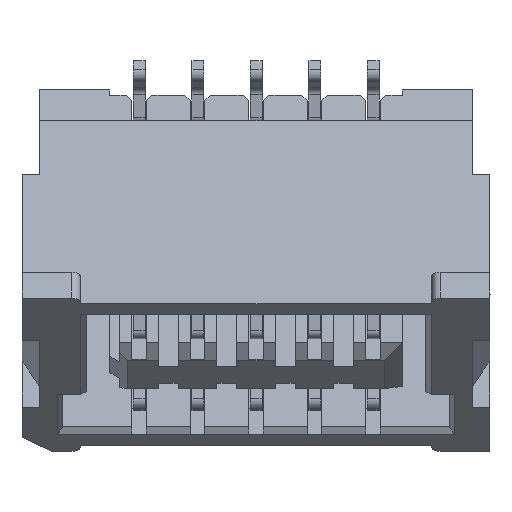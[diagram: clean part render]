
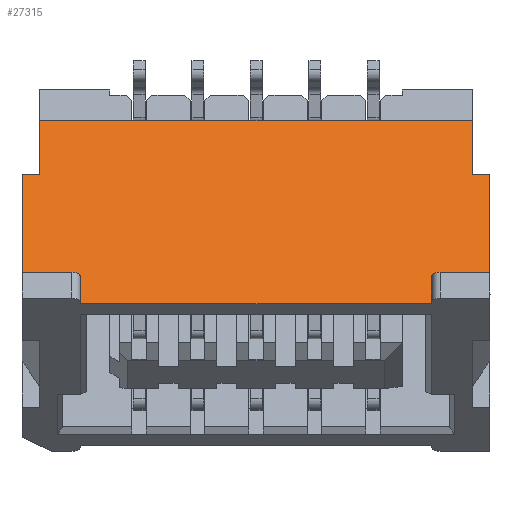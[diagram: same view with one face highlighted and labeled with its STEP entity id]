
A CAD part, left-side view. The second image highlights one B-rep face of the part: STEP entity #27315.
In plain terms, the highlighted planar face has unit normal (-0.882, 0, 0.471).
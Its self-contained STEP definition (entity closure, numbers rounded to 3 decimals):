
#522 = CARTESIAN_POINT ( 'NONE',  ( 3.982, -1.5, -1.125 ) ) ;
#1032 = LINE ( 'NONE', #27317, #1538 ) ;
#1381 = ORIENTED_EDGE ( 'NONE', *, *, #18808, .F. ) ;
#1538 = VECTOR ( 'NONE', #18494, 1000. ) ;
#1546 = CARTESIAN_POINT ( 'NONE',  ( 3.746, -1.5, -1.566 ) ) ;
#1565 = EDGE_CURVE ( 'NONE', #13944, #10225, #10745, .T. ) ;
#1650 = ORIENTED_EDGE ( 'NONE', *, *, #24998, .F. ) ;
#1819 = VERTEX_POINT ( 'NONE', #4966 ) ;
#2055 = CARTESIAN_POINT ( 'NONE',  ( 3.982, -1.5, -1.125 ) ) ;
#2234 = DIRECTION ( 'NONE',  ( 0., 1., 0. ) ) ;
#2266 = CARTESIAN_POINT ( 'NONE',  ( 4.924, -2.19, 0.639 ) ) ;
#3614 = VECTOR ( 'NONE', #11600, 1000. ) ;
#4270 = ORIENTED_EDGE ( 'NONE', *, *, #28492, .T. ) ;
#4951 = CARTESIAN_POINT ( 'NONE',  ( 5.419, 5.2, 1.565 ) ) ;
#4966 = CARTESIAN_POINT ( 'NONE',  ( 4.924, -2.2, 0.639 ) ) ;
#5335 = CARTESIAN_POINT ( 'NONE',  ( 3.982, 4.5, -1.125 ) ) ;
#5463 = EDGE_CURVE ( 'NONE', #29633, #13397, #6876, .T. ) ;
#5569 = LINE ( 'NONE', #18573, #5622 ) ;
#5622 = VECTOR ( 'NONE', #26707, 1000. ) ;
#5910 = ORIENTED_EDGE ( 'NONE', *, *, #15128, .F. ) ;
#6381 = CARTESIAN_POINT ( 'NONE',  ( 3.706, -2.2, -1.641 ) ) ;
#6623 = DIRECTION ( 'NONE',  ( 0., 1., 0. ) ) ;
#6634 = ORIENTED_EDGE ( 'NONE', *, *, #12304, .F. ) ;
#6717 = VECTOR ( 'NONE', #6623, 1000. ) ;
#6876 = LINE ( 'NONE', #17579, #18112 ) ;
#6902 = EDGE_CURVE ( 'NONE', #13397, #27746, #1032, .T. ) ;
#7537 = DIRECTION ( 'NONE',  ( 0., -1., 0. ) ) ;
#7849 = CARTESIAN_POINT ( 'NONE',  ( 5.419, -2.2, 1.565 ) ) ;
#8070 = DIRECTION ( 'NONE',  ( -0.471, 0., -0.882 ) ) ;
#8097 = CARTESIAN_POINT ( 'NONE',  ( 3.746, -1.5, -1.566 ) ) ;
#8578 = CARTESIAN_POINT ( 'NONE',  ( 4.924, 5.2, 0.639 ) ) ;
#8605 = VERTEX_POINT ( 'NONE', #28830 ) ;
#9291 = DIRECTION ( 'NONE',  ( -0.471, 0., -0.882 ) ) ;
#9432 = CARTESIAN_POINT ( 'NONE',  ( 3.982, 4.5, -1.125 ) ) ;
#9850 = PLANE ( 'NONE',  #30531 ) ;
#10225 = VERTEX_POINT ( 'NONE', #33737 ) ;
#10745 = LINE ( 'NONE', #5335, #10799 ) ;
#10799 = VECTOR ( 'NONE', #8070, 1000. ) ;
#11600 = DIRECTION ( 'NONE',  ( -0.471, 0., -0.882 ) ) ;
#12304 = EDGE_CURVE ( 'NONE', #13944, #34857, #29341, .T. ) ;
#13397 = VERTEX_POINT ( 'NONE', #4951 ) ;
#13582 = VECTOR ( 'NONE', #9291, 1000. ) ;
#13602 = ORIENTED_EDGE ( 'NONE', *, *, #20318, .F. ) ;
#13705 = VERTEX_POINT ( 'NONE', #2055 ) ;
#13944 = VERTEX_POINT ( 'NONE', #9432 ) ;
#13984 = LINE ( 'NONE', #22264, #13582 ) ;
#14503 = CARTESIAN_POINT ( 'NONE',  ( 3.982, -2.6, -1.125 ) ) ;
#15128 = EDGE_CURVE ( 'NONE', #13705, #27759, #29869, .T. ) ;
#15499 = LINE ( 'NONE', #2266, #27153 ) ;
#17100 = DIRECTION ( 'NONE',  ( -0.471, 0., -0.882 ) ) ;
#17267 = ORIENTED_EDGE ( 'NONE', *, *, #22108, .F. ) ;
#17446 = DIRECTION ( 'NONE',  ( 0., -1., 0. ) ) ;
#17579 = CARTESIAN_POINT ( 'NONE',  ( 3.706, 5.2, -1.641 ) ) ;
#17722 = DIRECTION ( 'NONE',  ( 0., -1., 0. ) ) ;
#18112 = VECTOR ( 'NONE', #30497, 1000. ) ;
#18494 = DIRECTION ( 'NONE',  ( 0., -1., 0. ) ) ;
#18504 = LINE ( 'NONE', #1546, #18743 ) ;
#18573 = CARTESIAN_POINT ( 'NONE',  ( 4.924, 5.19, 0.639 ) ) ;
#18743 = VECTOR ( 'NONE', #17446, 1000. ) ;
#18808 = EDGE_CURVE ( 'NONE', #27746, #1819, #27625, .T. ) ;
#19821 = ORIENTED_EDGE ( 'NONE', *, *, #6902, .F. ) ;
#20318 = EDGE_CURVE ( 'NONE', #1819, #32990, #15499, .T. ) ;
#20736 = CARTESIAN_POINT ( 'NONE',  ( 3.982, 5.5, -1.125 ) ) ;
#22108 = EDGE_CURVE ( 'NONE', #24429, #29633, #5569, .T. ) ;
#22262 = LINE ( 'NONE', #34474, #23090 ) ;
#22264 = CARTESIAN_POINT ( 'NONE',  ( 4.948, -2.5, 0.683 ) ) ;
#23090 = VECTOR ( 'NONE', #23727, 1000. ) ;
#23715 = LINE ( 'NONE', #32751, #34778 ) ;
#23727 = DIRECTION ( 'NONE',  ( 0.471, 0., 0.882 ) ) ;
#24429 = VERTEX_POINT ( 'NONE', #26094 ) ;
#24518 = CARTESIAN_POINT ( 'NONE',  ( 4.924, -2.5, 0.639 ) ) ;
#24998 = EDGE_CURVE ( 'NONE', #34857, #24429, #22262, .T. ) ;
#26094 = CARTESIAN_POINT ( 'NONE',  ( 4.924, 5.5, 0.639 ) ) ;
#26130 = CARTESIAN_POINT ( 'NONE',  ( 5.453, 2.6, 1.627 ) ) ;
#26541 = ORIENTED_EDGE ( 'NONE', *, *, #1565, .T. ) ;
#26656 = FACE_OUTER_BOUND ( 'NONE', #28802, .T. ) ;
#26704 = ORIENTED_EDGE ( 'NONE', *, *, #30824, .F. ) ;
#26707 = DIRECTION ( 'NONE',  ( 0., -1., 0. ) ) ;
#27153 = VECTOR ( 'NONE', #17722, 1000. ) ;
#27315 = ADVANCED_FACE ( 'NONE', ( #26656 ), #9850, .F. ) ;
#27317 = CARTESIAN_POINT ( 'NONE',  ( 5.419, -2.288, 1.565 ) ) ;
#27625 = LINE ( 'NONE', #6381, #3614 ) ;
#27746 = VERTEX_POINT ( 'NONE', #7849 ) ;
#27759 = VERTEX_POINT ( 'NONE', #8097 ) ;
#28061 = ORIENTED_EDGE ( 'NONE', *, *, #5463, .F. ) ;
#28492 = EDGE_CURVE ( 'NONE', #10225, #27759, #18504, .T. ) ;
#28802 = EDGE_LOOP ( 'NONE', ( #19821, #28061, #17267, #1650, #6634, #26541, #4270, #5910, #26704, #32352, #13602, #1381 ) ) ;
#28830 = CARTESIAN_POINT ( 'NONE',  ( 3.982, -2.5, -1.125 ) ) ;
#28890 = DIRECTION ( 'NONE',  ( 0.882, 0., -0.471 ) ) ;
#29341 = LINE ( 'NONE', #14503, #6717 ) ;
#29633 = VERTEX_POINT ( 'NONE', #8578 ) ;
#29869 = LINE ( 'NONE', #522, #30467 ) ;
#30467 = VECTOR ( 'NONE', #17100, 1000. ) ;
#30497 = DIRECTION ( 'NONE',  ( 0.471, 0., 0.882 ) ) ;
#30531 = AXIS2_PLACEMENT_3D ( 'NONE', #26130, #28890, #7537 ) ;
#30824 = EDGE_CURVE ( 'NONE', #8605, #13705, #23715, .T. ) ;
#31687 = EDGE_CURVE ( 'NONE', #32990, #8605, #13984, .T. ) ;
#32352 = ORIENTED_EDGE ( 'NONE', *, *, #31687, .F. ) ;
#32751 = CARTESIAN_POINT ( 'NONE',  ( 3.982, -2.6, -1.125 ) ) ;
#32990 = VERTEX_POINT ( 'NONE', #24518 ) ;
#33737 = CARTESIAN_POINT ( 'NONE',  ( 3.746, 4.5, -1.566 ) ) ;
#34474 = CARTESIAN_POINT ( 'NONE',  ( 4.948, 5.5, 0.683 ) ) ;
#34778 = VECTOR ( 'NONE', #2234, 1000. ) ;
#34857 = VERTEX_POINT ( 'NONE', #20736 ) ;
